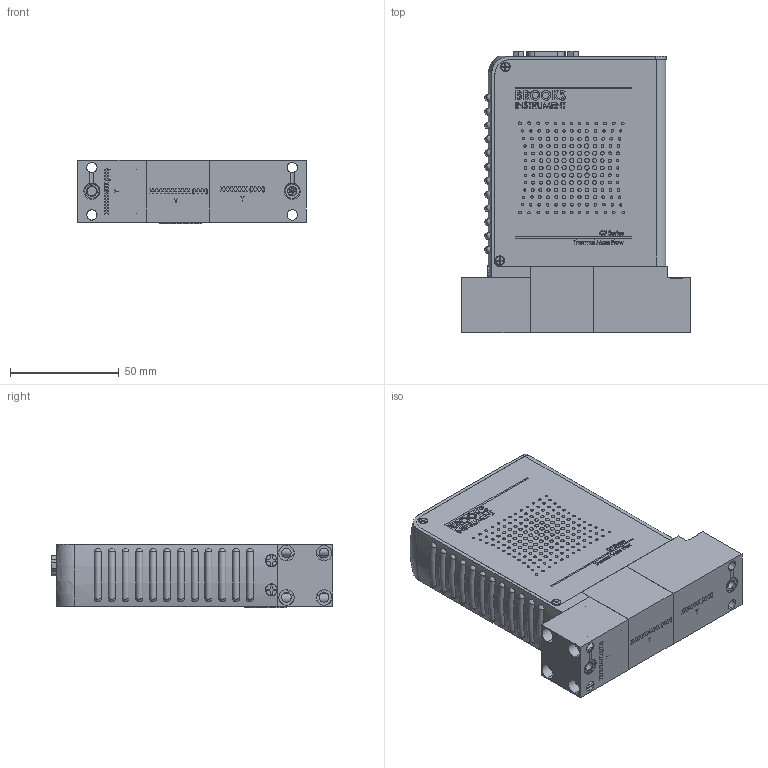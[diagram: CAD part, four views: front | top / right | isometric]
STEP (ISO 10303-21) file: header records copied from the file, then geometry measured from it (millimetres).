
FILE_DESCRIPTION (( 'STEP AP203' ), '1' );
FILE_NAME ('GF125-WX-GX.STEP', '2015-01-05T17:54:48', ( 'mrutkowski' ), ( 'Hewlett-Packard Company' ), 'SwSTEP 2.0', 'SolidWorks 2012', '' );
FILE_SCHEMA (( 'CONFIG_CONTROL_DESIGN' ));
Products named in the file (1): GF125-WX-GX
Bounding box: 104.95 x 129.4 x 29.17 mm (x, y, z)
Surface area: 68083.1 mm2 (no closed solid volume)
Topology: 0 solids, 254 shells, 1004 faces, 6149 edges, 5371 vertices
Faces by surface type: plane 652, cylinder 226, bspline 69, torus 33, cone 22, sphere 2
Entity records: 79535 total; most frequent: CARTESIAN_POINT 35089, DIRECTION 7987, ORIENTED_EDGE 7639, EDGE_CURVE 6145, VERTEX_POINT 5369, VECTOR 3579, LINE 3579, AXIS2_PLACEMENT_3D 2204
